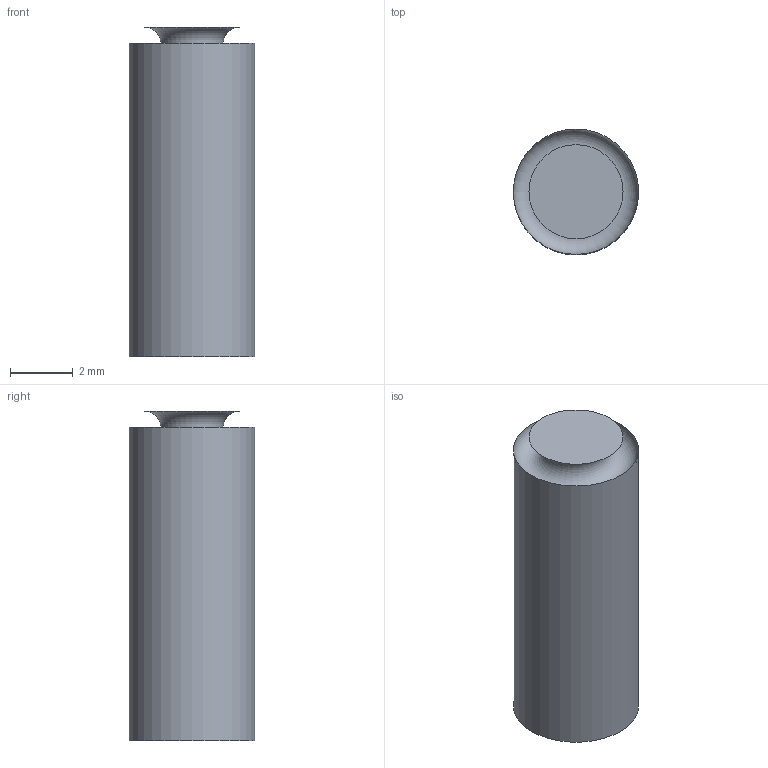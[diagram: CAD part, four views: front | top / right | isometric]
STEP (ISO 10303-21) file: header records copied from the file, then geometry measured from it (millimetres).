
FILE_DESCRIPTION(('FreeCAD Model'),'2;1');
FILE_NAME('parte1.stp' ,'2022-03-02T15:47:22',('FreeCAD'),('FreeCAD'), 'Open CASCADE STEP processor 7.3','FreeCAD','Unknown');
FILE_SCHEMA(('AUTOMOTIVE_DESIGN { 1 0 10303 214 1 1 1 1 }'));
Length unit declared in the file: millimetre
Products named in the file (1): Open CASCADE STEP translator 7.3 3
Bounding box: 4 x 4 x 10.5 mm (x, y, z)
Volume: 123.9 mm3; surface area: 165.9 mm2
Topology: 1 solids, 1 shells, 4 faces, 5 edges, 3 vertices
Faces by surface type: plane 2, torus 1, cylinder 1
Full cylindrical faces by diameter (mm): 4 x1
Entity records: 160 total; most frequent: DIRECTION 29, CARTESIAN_POINT 23, ORIENTED_EDGE 10, PCURVE 10, DEFINITIONAL_REPRESENTATION 10, AXIS2_PLACEMENT_3D 9, LINE 9, VECTOR 9
